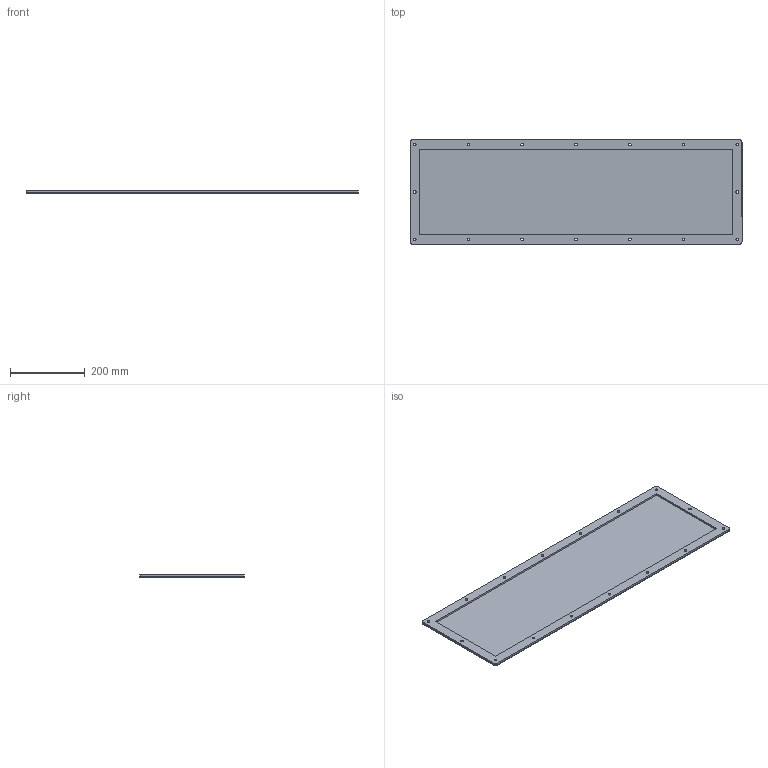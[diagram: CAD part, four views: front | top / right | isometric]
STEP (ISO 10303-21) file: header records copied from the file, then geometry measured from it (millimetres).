
FILE_DESCRIPTION(/* description */ ('36X12 GLAND PLATE'),/* implementation_level */ '2;1');
FILE_NAME(/* name */ 'GP3612.stp',/* time_stamp */ '2020-01-28T16:34:14-06:00',/* author */ ('gjones'),/* organization */ (''),/* preprocessor_version */ 'ST-DEVELOPER v18',/* originating_system */ 'Autodesk Inventor 2020',/* authorisation */ '');
FILE_SCHEMA (('AUTOMOTIVE_DESIGN { 1 0 10303 214 3 1 1 }'));
Length unit declared in the file: inch
Products named in the file (3): GP3612; GP3612GP; GP3612GSK
Assembly tree (2 placements, depth 2):
  GP3612
    GP3612GP
    GP3612GSK
Bounding box: 889 x 279.4 x 6.96 mm (x, y, z)
Volume: 750583.6 mm3; surface area: 637145.1 mm2
Topology: 2 solids, 2 shells, 56 faces, 172 edges, 120 vertices
Faces by surface type: cylinder 40, plane 16
Full cylindrical faces by diameter (mm): 7.137 x32
Entity records: 2313 total; most frequent: DIRECTION 390, CARTESIAN_POINT 353, ORIENTED_EDGE 344, EDGE_CURVE 172, AXIS2_PLACEMENT_3D 157, EDGE_LOOP 122, VERTEX_POINT 120, CIRCLE 96
